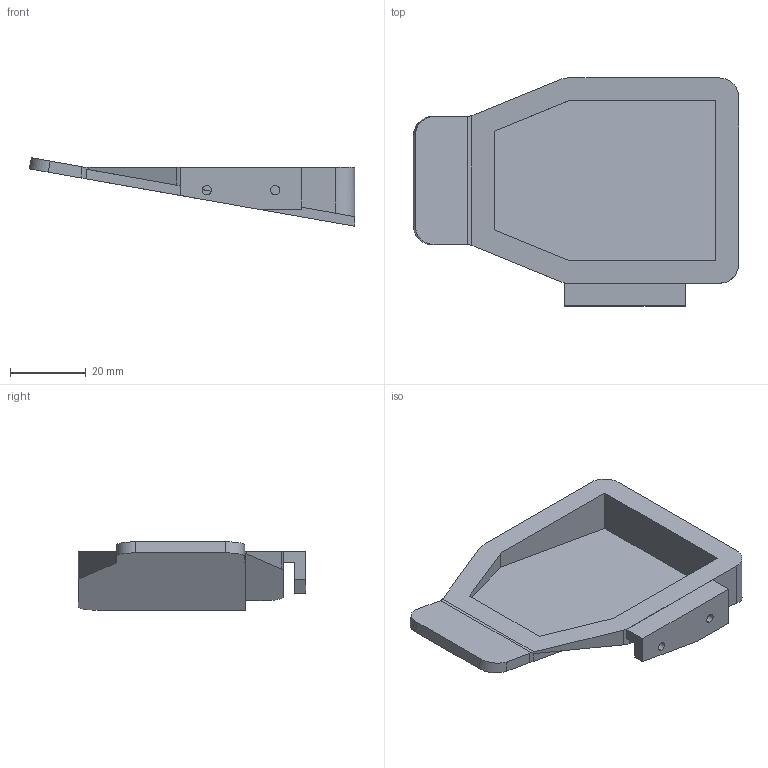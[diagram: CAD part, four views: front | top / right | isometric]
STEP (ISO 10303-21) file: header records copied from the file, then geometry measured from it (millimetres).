
FILE_DESCRIPTION (( 'STEP AP203' ), '1' );
FILE_NAME ('蛌諉璃.S', '2024-09-19T14:14:18', ( '' ), ( '' ), 'SwSTEP 2.0', 'SolidWorks 2022', '' );
FILE_SCHEMA (( 'CONFIG_CONTROL_DESIGN' ));
Length unit declared in the file: millimetre
Products named in the file (1): ﾗｪｽﾓｼｨｮ_t｡ｧ__t
Bounding box: 85.57 x 60 x 18 mm (x, y, z)
Volume: 20290.7 mm3; surface area: 12786.1 mm2
Topology: 2 solids, 2 shells, 42 faces, 111 edges, 74 vertices
Faces by surface type: plane 29, cylinder 13
Entity records: 1378 total; most frequent: CARTESIAN_POINT 261, ORIENTED_EDGE 222, DIRECTION 204, EDGE_CURVE 111, LINE 82, VECTOR 82, VERTEX_POINT 74, AXIS2_PLACEMENT_3D 61
